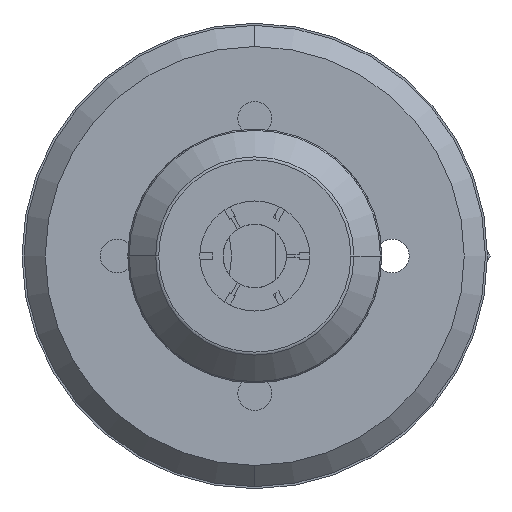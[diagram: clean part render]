
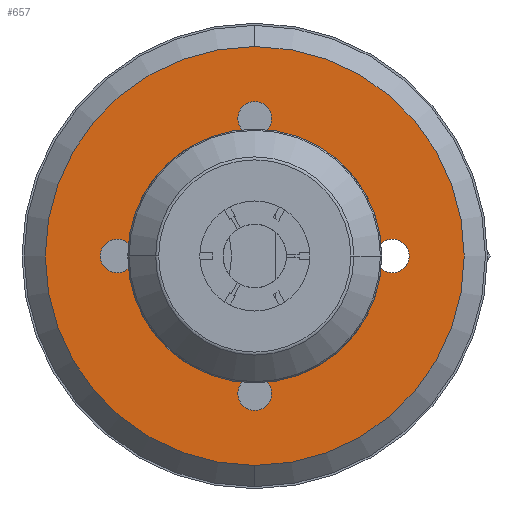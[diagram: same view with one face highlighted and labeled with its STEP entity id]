
A CAD part, left-side view. The second image highlights one B-rep face of the part: STEP entity #657.
In plain terms, the highlighted planar face has unit normal (-1, 0, 0).
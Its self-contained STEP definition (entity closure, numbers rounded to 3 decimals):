
#109 = EDGE_CURVE ( 'NONE', #690, #202, #2768, .T. ) ;
#202 = VERTEX_POINT ( 'NONE', #3111 ) ;
#559 = ORIENTED_EDGE ( 'NONE', *, *, #613, .T. ) ;
#560 = ORIENTED_EDGE ( 'NONE', *, *, #710, .T. ) ;
#569 = EDGE_LOOP ( 'NONE', ( #560, #559 ) ) ;
#571 = EDGE_LOOP ( 'NONE', ( #572, #699 ) ) ;
#572 = ORIENTED_EDGE ( 'NONE', *, *, #672, .F. ) ;
#575 = EDGE_CURVE ( 'NONE', #604, #605, #3722, .T. ) ;
#585 = VERTEX_POINT ( 'NONE', #3631 ) ;
#586 = VERTEX_POINT ( 'NONE', #3626 ) ;
#590 = VERTEX_POINT ( 'NONE', #3652 ) ;
#601 = VERTEX_POINT ( 'NONE', #3662 ) ;
#604 = VERTEX_POINT ( 'NONE', #3644 ) ;
#605 = VERTEX_POINT ( 'NONE', #3657 ) ;
#613 = EDGE_CURVE ( 'NONE', #590, #585, #2716, .T. ) ;
#617 = EDGE_CURVE ( 'NONE', #586, #601, #3311, .T. ) ;
#621 = VERTEX_POINT ( 'NONE', #3962 ) ;
#631 = EDGE_CURVE ( 'NONE', #605, #604, #3997, .T. ) ;
#641 = VERTEX_POINT ( 'NONE', #3872 ) ;
#643 = EDGE_CURVE ( 'NONE', #621, #641, #3879, .T. ) ;
#646 = ORIENTED_EDGE ( 'NONE', *, *, #575, .F. ) ;
#647 = ORIENTED_EDGE ( 'NONE', *, *, #109, .F. ) ;
#648 = EDGE_LOOP ( 'NONE', ( #646, #716 ) ) ;
#649 = ORIENTED_EDGE ( 'NONE', *, *, #643, .F. ) ;
#650 = ORIENTED_EDGE ( 'NONE', *, *, #709, .F. ) ;
#657 = ADVANCED_FACE ( 'NONE', ( #4020, #4024, #4017, #4016, #4023, #4021 ), #3836, .F. ) ;
#672 = EDGE_CURVE ( 'NONE', #601, #586, #3948, .T. ) ;
#690 = VERTEX_POINT ( 'NONE', #3981 ) ;
#699 = ORIENTED_EDGE ( 'NONE', *, *, #617, .F. ) ;
#700 = VERTEX_POINT ( 'NONE', #3974 ) ;
#701 = EDGE_CURVE ( 'NONE', #700, #718, #3983, .T. ) ;
#703 = ORIENTED_EDGE ( 'NONE', *, *, #727, .F. ) ;
#704 = EDGE_LOOP ( 'NONE', ( #650, #647 ) ) ;
#705 = EDGE_LOOP ( 'NONE', ( #728, #649 ) ) ;
#709 = EDGE_CURVE ( 'NONE', #202, #690, #3976, .T. ) ;
#710 = EDGE_CURVE ( 'NONE', #585, #590, #3897, .T. ) ;
#716 = ORIENTED_EDGE ( 'NONE', *, *, #631, .F. ) ;
#717 = ORIENTED_EDGE ( 'NONE', *, *, #701, .F. ) ;
#718 = VERTEX_POINT ( 'NONE', #3851 ) ;
#719 = EDGE_LOOP ( 'NONE', ( #717, #703 ) ) ;
#722 = EDGE_CURVE ( 'NONE', #641, #621, #4044, .T. ) ;
#727 = EDGE_CURVE ( 'NONE', #718, #700, #3927, .T. ) ;
#728 = ORIENTED_EDGE ( 'NONE', *, *, #722, .F. ) ;
#2446 = AXIS2_PLACEMENT_3D ( 'NONE', #2612, #2683, #2682 ) ;
#2612 = CARTESIAN_POINT ( 'NONE',  ( -73.4, 0., 0. ) ) ;
#2682 = DIRECTION ( 'NONE',  ( 0., 0., -1. ) ) ;
#2683 = DIRECTION ( 'NONE',  ( -1., 0., 0. ) ) ;
#2716 = CIRCLE ( 'NONE', #2446, 9.9 ) ;
#2768 = CIRCLE ( 'NONE', #2857, 0.8 ) ;
#2850 = DIRECTION ( 'NONE',  ( 0., 0., 1. ) ) ;
#2851 = DIRECTION ( 'NONE',  ( -1., 0., 0. ) ) ;
#2852 = CARTESIAN_POINT ( 'NONE',  ( -73.4, 6.5, 0. ) ) ;
#2857 = AXIS2_PLACEMENT_3D ( 'NONE', #2852, #2851, #2850 ) ;
#3111 = CARTESIAN_POINT ( 'NONE',  ( -73.4, 6.5, 0.8 ) ) ;
#3259 = AXIS2_PLACEMENT_3D ( 'NONE', #3315, #3314, #3313 ) ;
#3311 = CIRCLE ( 'NONE', #3259, 0.8 ) ;
#3313 = DIRECTION ( 'NONE',  ( 0., 0., 1. ) ) ;
#3314 = DIRECTION ( 'NONE',  ( -1., 0., 0. ) ) ;
#3315 = CARTESIAN_POINT ( 'NONE',  ( -73.4, 0., -6.5 ) ) ;
#3608 = DIRECTION ( 'NONE',  ( 0., 0., 1. ) ) ;
#3609 = AXIS2_PLACEMENT_3D ( 'NONE', #3614, #3711, #3608 ) ;
#3614 = CARTESIAN_POINT ( 'NONE',  ( -73.4, 0., 6.5 ) ) ;
#3626 = CARTESIAN_POINT ( 'NONE',  ( -73.4, 0., -7.3 ) ) ;
#3631 = CARTESIAN_POINT ( 'NONE',  ( -73.4, 0., -9.9 ) ) ;
#3644 = CARTESIAN_POINT ( 'NONE',  ( -73.4, 0., 7.3 ) ) ;
#3652 = CARTESIAN_POINT ( 'NONE',  ( -73.4, 0., 9.9 ) ) ;
#3657 = CARTESIAN_POINT ( 'NONE',  ( -73.4, 0., 5.7 ) ) ;
#3662 = CARTESIAN_POINT ( 'NONE',  ( -73.4, 0., -5.7 ) ) ;
#3711 = DIRECTION ( 'NONE',  ( -1., 0., 0. ) ) ;
#3722 = CIRCLE ( 'NONE', #3609, 0.8 ) ;
#3835 = DIRECTION ( 'NONE',  ( 0., 0., -1. ) ) ;
#3836 = PLANE ( 'NONE',  #4028 ) ;
#3850 = CARTESIAN_POINT ( 'NONE',  ( -73.4, 0., 0. ) ) ;
#3851 = CARTESIAN_POINT ( 'NONE',  ( -73.4, 0., -4.625 ) ) ;
#3857 = AXIS2_PLACEMENT_3D ( 'NONE', #3902, #3901, #3900 ) ;
#3858 = DIRECTION ( 'NONE',  ( 0., 0., 1. ) ) ;
#3859 = DIRECTION ( 'NONE',  ( -1., 0., 0. ) ) ;
#3860 = CARTESIAN_POINT ( 'NONE',  ( -73.4, 0., 0. ) ) ;
#3861 = AXIS2_PLACEMENT_3D ( 'NONE', #3860, #3859, #3858 ) ;
#3866 = DIRECTION ( 'NONE',  ( 0., 0., 1. ) ) ;
#3867 = DIRECTION ( 'NONE',  ( -1., 0., 0. ) ) ;
#3868 = AXIS2_PLACEMENT_3D ( 'NONE', #3960, #3867, #3866 ) ;
#3872 = CARTESIAN_POINT ( 'NONE',  ( -73.4, -6.5, 0.8 ) ) ;
#3875 = DIRECTION ( 'NONE',  ( 0., 0., 1. ) ) ;
#3876 = DIRECTION ( 'NONE',  ( -1., 0., 0. ) ) ;
#3877 = CARTESIAN_POINT ( 'NONE',  ( -73.4, -6.5, 0. ) ) ;
#3878 = AXIS2_PLACEMENT_3D ( 'NONE', #3877, #3876, #3875 ) ;
#3879 = CIRCLE ( 'NONE', #3878, 0.8 ) ;
#3894 = DIRECTION ( 'NONE',  ( 0., 0., -1. ) ) ;
#3895 = DIRECTION ( 'NONE',  ( -1., 0., 0. ) ) ;
#3896 = AXIS2_PLACEMENT_3D ( 'NONE', #3850, #3895, #3894 ) ;
#3897 = CIRCLE ( 'NONE', #3896, 9.9 ) ;
#3900 = DIRECTION ( 'NONE',  ( 0., 0., 1. ) ) ;
#3901 = DIRECTION ( 'NONE',  ( -1., 0., 0. ) ) ;
#3902 = CARTESIAN_POINT ( 'NONE',  ( -73.4, 6.5, 0. ) ) ;
#3921 = DIRECTION ( 'NONE',  ( 0., 0., 1. ) ) ;
#3922 = DIRECTION ( 'NONE',  ( -1., 0., 0. ) ) ;
#3923 = AXIS2_PLACEMENT_3D ( 'NONE', #4038, #3922, #3921 ) ;
#3927 = CIRCLE ( 'NONE', #3923, 4.625 ) ;
#3929 = DIRECTION ( 'NONE',  ( 0., 0., 1. ) ) ;
#3930 = DIRECTION ( 'NONE',  ( -1., 0., 0. ) ) ;
#3931 = CARTESIAN_POINT ( 'NONE',  ( -73.4, -6.5, 0. ) ) ;
#3932 = AXIS2_PLACEMENT_3D ( 'NONE', #3931, #3930, #3929 ) ;
#3940 = CARTESIAN_POINT ( 'NONE',  ( -73.4, 10.9, 0. ) ) ;
#3948 = CIRCLE ( 'NONE', #3954, 0.8 ) ;
#3954 = AXIS2_PLACEMENT_3D ( 'NONE', #4012, #4006, #4005 ) ;
#3960 = CARTESIAN_POINT ( 'NONE',  ( -73.4, 0., 6.5 ) ) ;
#3962 = CARTESIAN_POINT ( 'NONE',  ( -73.4, -6.5, -0.8 ) ) ;
#3974 = CARTESIAN_POINT ( 'NONE',  ( -73.4, 0., 4.625 ) ) ;
#3976 = CIRCLE ( 'NONE', #3857, 0.8 ) ;
#3981 = CARTESIAN_POINT ( 'NONE',  ( -73.4, 6.5, -0.8 ) ) ;
#3983 = CIRCLE ( 'NONE', #3861, 4.625 ) ;
#3997 = CIRCLE ( 'NONE', #3868, 0.8 ) ;
#4005 = DIRECTION ( 'NONE',  ( 0., 0., 1. ) ) ;
#4006 = DIRECTION ( 'NONE',  ( -1., 0., 0. ) ) ;
#4012 = CARTESIAN_POINT ( 'NONE',  ( -73.4, 0., -6.5 ) ) ;
#4016 = FACE_BOUND ( 'NONE', #648, .T. ) ;
#4017 = FACE_BOUND ( 'NONE', #705, .T. ) ;
#4020 = FACE_OUTER_BOUND ( 'NONE', #569, .T. ) ;
#4021 = FACE_BOUND ( 'NONE', #719, .T. ) ;
#4022 = DIRECTION ( 'NONE',  ( 1., 0., 0. ) ) ;
#4023 = FACE_BOUND ( 'NONE', #704, .T. ) ;
#4024 = FACE_BOUND ( 'NONE', #571, .T. ) ;
#4028 = AXIS2_PLACEMENT_3D ( 'NONE', #3940, #4022, #3835 ) ;
#4038 = CARTESIAN_POINT ( 'NONE',  ( -73.4, 0., 0. ) ) ;
#4044 = CIRCLE ( 'NONE', #3932, 0.8 ) ;
